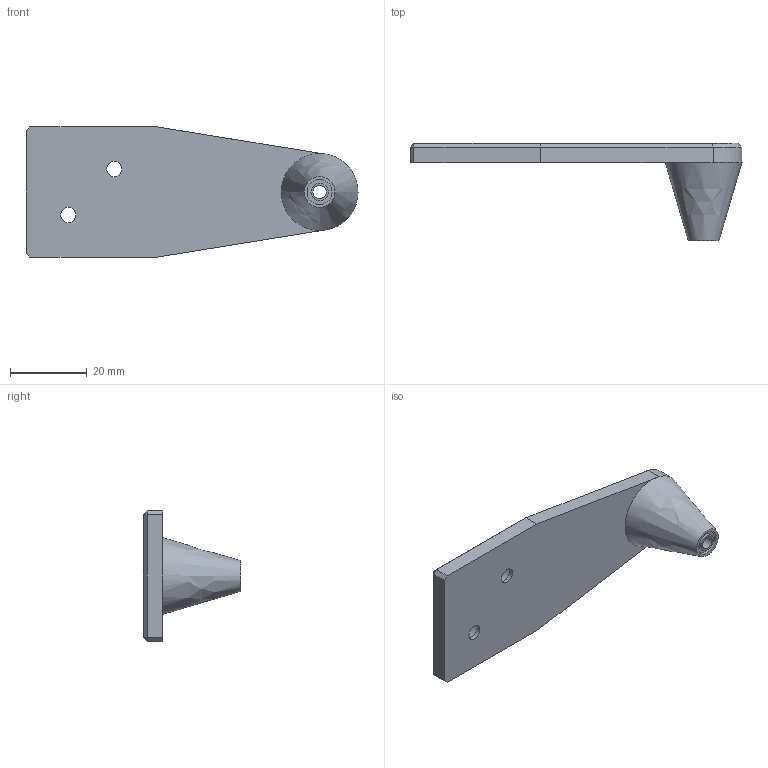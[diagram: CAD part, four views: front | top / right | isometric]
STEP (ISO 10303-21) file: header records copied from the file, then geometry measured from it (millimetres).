
FILE_DESCRIPTION(/* description */ ('Alibre Inc.'),/* implementation_level */ '2;1');
FILE_NAME(/* name */ 'export0',/* time_stamp */ '2021-06-01T10:20:25+02:00',/* author */ (''),/* organization */ (''),/* preprocessor_version */ 'ST-DEVELOPER v14',/* originating_system */ 'Alibre',/* authorisation */ '');
FILE_SCHEMA (('CONFIG_CONTROL_DESIGN'));
Length unit declared in the file: centimetre
Products named in the file (1): ID_1
Bounding box: 86.5 x 25.37 x 34 mm (x, y, z)
Volume: 14601.2 mm3; surface area: 7107.9 mm2
Topology: 1 solids, 1 shells, 34 faces, 69 edges, 42 vertices
Faces by surface type: plane 23, cylinder 9, cone 1, bspline 1
Full cylindrical faces by diameter (mm): 3.5 x1, 4 x2, 4.5 x1, 6.5 x1, 8 x2, 8.8 x1
Entity records: 1057 total; most frequent: CARTESIAN_POINT 309, ORIENTED_EDGE 120, DIRECTION 117, EDGE_CURVE 60, EDGE_LOOP 53, FACE_BOUND 53, AXIS2_PLACEMENT_3D 53, VERTEX_POINT 41
